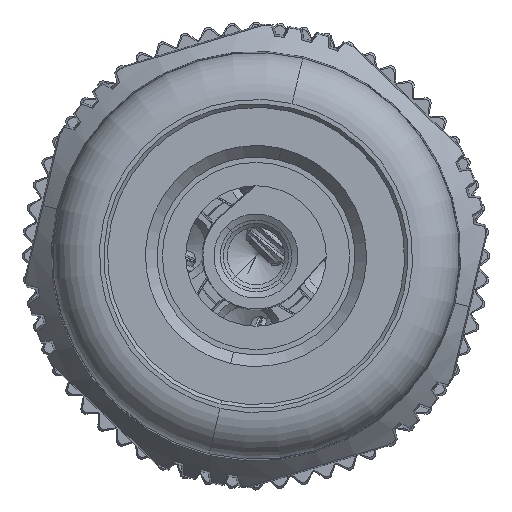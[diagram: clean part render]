
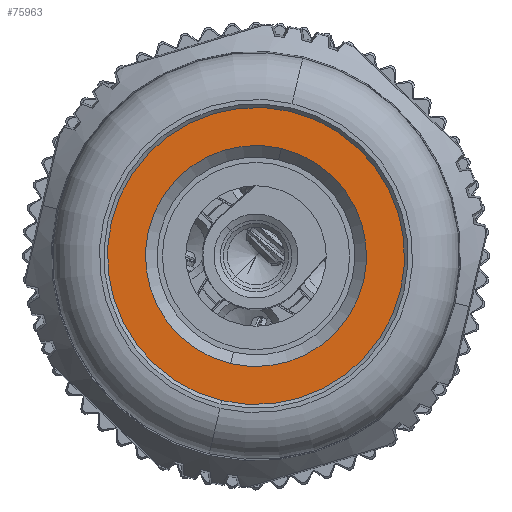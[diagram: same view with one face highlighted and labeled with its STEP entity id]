
A CAD part, front view. The second image highlights one B-rep face of the part: STEP entity #75963.
In plain terms, the highlighted planar face has unit normal (0, -1, 0).
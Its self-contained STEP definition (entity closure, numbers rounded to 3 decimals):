
#25674=CARTESIAN_POINT('',(0.,-50.9,0.));
#25675=DIRECTION('',(0.,1.,0.));
#25676=DIRECTION('',(-0.23,0.,-0.973));
#25677=AXIS2_PLACEMENT_3D('',#25674,#25675,#25676);
#25679=CARTESIAN_POINT('',(0.,-50.9,0.));
#25680=DIRECTION('',(0.,1.,0.));
#25681=DIRECTION('',(0.23,0.,0.973));
#25682=AXIS2_PLACEMENT_3D('',#25679,#25680,#25681);
#25684=CARTESIAN_POINT('',(0.,-50.9,0.));
#25685=DIRECTION('',(0.,-1.,0.));
#25686=DIRECTION('',(0.23,0.,0.973));
#25687=AXIS2_PLACEMENT_3D('',#25684,#25685,#25686);
#25689=CARTESIAN_POINT('',(0.,-50.9,0.));
#25690=DIRECTION('',(0.,-1.,0.));
#25691=DIRECTION('',(-0.23,0.,-0.973));
#25692=AXIS2_PLACEMENT_3D('',#25689,#25690,#25691);
#43373=CARTESIAN_POINT('',(1.461,-50.9,6.18));
#43374=VERTEX_POINT('',#43373);
#43375=CARTESIAN_POINT('',(-1.461,-50.9,-6.18));
#43376=VERTEX_POINT('',#43375);
#43377=CARTESIAN_POINT('',(1.087,-50.9,4.598));
#43378=CARTESIAN_POINT('',(-1.087,-50.9,-4.598));
#43379=VERTEX_POINT('',#43377);
#43380=VERTEX_POINT('',#43378);
#75948=CARTESIAN_POINT('',(0.,-50.9,0.));
#75949=DIRECTION('',(0.,-1.,0.));
#75950=DIRECTION('',(-0.23,0.,-0.973));
#75951=AXIS2_PLACEMENT_3D('',#75948,#75949,#75950);
#75952=PLANE('',#75951);
#75953=ORIENTED_EDGE('',*,*,#75928,.T.);
#75954=ORIENTED_EDGE('',*,*,#75942,.T.);
#75955=EDGE_LOOP('',(#75953,#75954));
#75956=FACE_OUTER_BOUND('',#75955,.F.);
#75958=ORIENTED_EDGE('',*,*,#75957,.T.);
#75960=ORIENTED_EDGE('',*,*,#75959,.T.);
#75961=EDGE_LOOP('',(#75958,#75960));
#75962=FACE_BOUND('',#75961,.F.);
#75963=ADVANCED_FACE('',(#75956,#75962),#75952,.T.);
#25678=CIRCLE('',#25677,6.35);
#25683=CIRCLE('',#25682,6.35);
#25688=CIRCLE('',#25687,4.725);
#25693=CIRCLE('',#25692,4.725);
#75928=EDGE_CURVE('',#43376,#43374,#25678,.T.);
#75942=EDGE_CURVE('',#43374,#43376,#25683,.T.);
#75957=EDGE_CURVE('',#43379,#43380,#25688,.T.);
#75959=EDGE_CURVE('',#43380,#43379,#25693,.T.);
